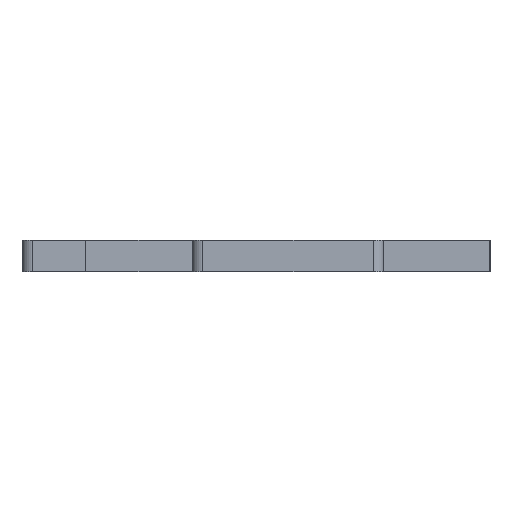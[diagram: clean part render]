
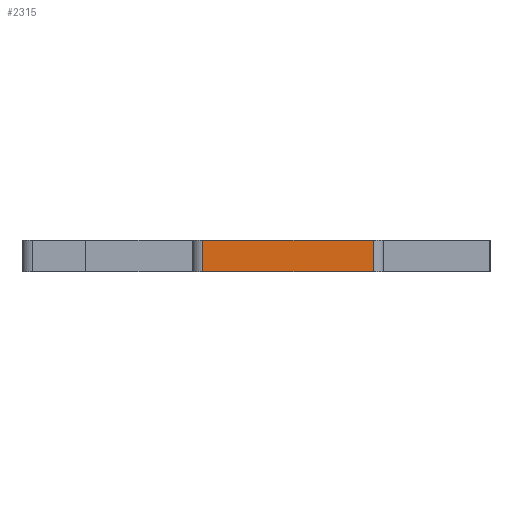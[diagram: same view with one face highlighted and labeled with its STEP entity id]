
A CAD part, left-side view. The second image highlights one B-rep face of the part: STEP entity #2315.
In plain terms, the highlighted planar face has unit normal (-1, 0, 0).
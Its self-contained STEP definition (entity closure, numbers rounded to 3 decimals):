
#43=PLANE('',#2505);
#117=FACE_OUTER_BOUND('',#247,.T.);
#247=EDGE_LOOP('',(#1711,#1712,#1713,#1714));
#379=LINE('',#3394,#628);
#451=LINE('',#3639,#700);
#452=LINE('',#3642,#701);
#453=LINE('',#3643,#702);
#628=VECTOR('',#2691,10.);
#700=VECTOR('',#2883,10.);
#701=VECTOR('',#2886,10.);
#702=VECTOR('',#2887,10.);
#983=VERTEX_POINT('',#3391);
#984=VERTEX_POINT('',#3393);
#1096=VERTEX_POINT('',#3635);
#1098=VERTEX_POINT('',#3641);
#1219=EDGE_CURVE('',#984,#983,#379,.T.);
#1342=EDGE_CURVE('',#984,#1096,#451,.T.);
#1343=EDGE_CURVE('',#1098,#983,#452,.T.);
#1344=EDGE_CURVE('',#1096,#1098,#453,.T.);
#1711=ORIENTED_EDGE('',*,*,#1342,.F.);
#1712=ORIENTED_EDGE('',*,*,#1219,.T.);
#1713=ORIENTED_EDGE('',*,*,#1343,.F.);
#1714=ORIENTED_EDGE('',*,*,#1344,.F.);
#2315=ADVANCED_FACE('',(#117),#43,.T.);
#2505=AXIS2_PLACEMENT_3D('',#3640,#2884,#2885);
#2691=DIRECTION('',(0.,1.,0.));
#2883=DIRECTION('',(0.,0.,-1.));
#2884=DIRECTION('center_axis',(-1.,0.,0.));
#2885=DIRECTION('ref_axis',(0.,1.,0.));
#2886=DIRECTION('',(0.,0.,1.));
#2887=DIRECTION('',(0.,1.,0.));
#3391=CARTESIAN_POINT('',(-41.1,4.05,5.));
#3393=CARTESIAN_POINT('',(-41.1,-3.95,5.));
#3394=CARTESIAN_POINT('',(-41.1,-4.45,5.));
#3635=CARTESIAN_POINT('',(-41.1,-3.95,3.5));
#3639=CARTESIAN_POINT('',(-41.1,-3.95,5.));
#3640=CARTESIAN_POINT('Origin',(-41.1,-4.45,5.));
#3641=CARTESIAN_POINT('',(-41.1,4.05,3.5));
#3642=CARTESIAN_POINT('',(-41.1,4.05,5.));
#3643=CARTESIAN_POINT('',(-41.1,-4.45,3.5));
